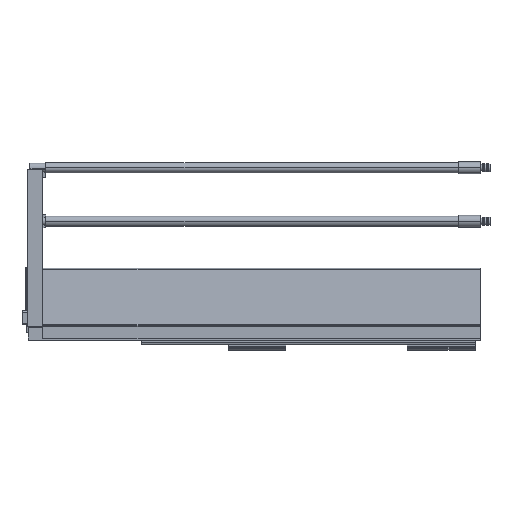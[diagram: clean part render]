
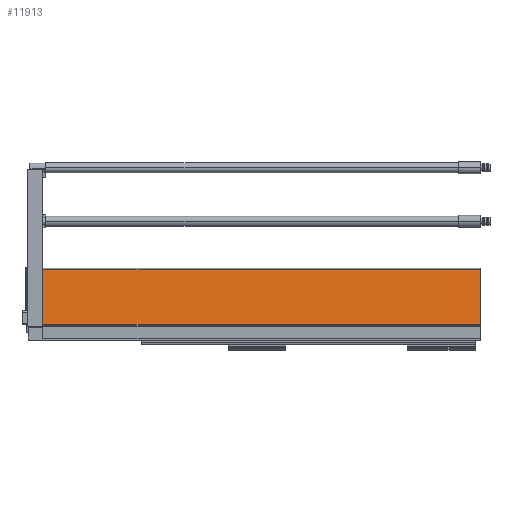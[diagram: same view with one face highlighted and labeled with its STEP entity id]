
A CAD part, top view. The second image highlights one B-rep face of the part: STEP entity #11913.
In plain terms, the highlighted planar face has unit normal (0, 0.139, 0.99).
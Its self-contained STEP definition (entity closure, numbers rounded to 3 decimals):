
#36 = CARTESIAN_POINT ( 'NONE',  ( -523.5, 10.222, 34.135 ) ) ;
#88 = CARTESIAN_POINT ( 'NONE',  ( -543., 75.024, 25.028 ) ) ;
#309 = CARTESIAN_POINT ( 'NONE',  ( 0., 75.024, 25.028 ) ) ;
#568 = VERTEX_POINT ( 'NONE', #4839 ) ;
#1026 = CARTESIAN_POINT ( 'NONE',  ( -523.5, 75.024, 25.028 ) ) ;
#1153 = CARTESIAN_POINT ( 'NONE',  ( -543., 75.024, 25.028 ) ) ;
#1706 = EDGE_LOOP ( 'NONE', ( #10188, #2744, #12271, #10311 ) ) ;
#2744 = ORIENTED_EDGE ( 'NONE', *, *, #2928, .T. ) ;
#2928 = EDGE_CURVE ( 'NONE', #8635, #3750, #8766, .T. ) ;
#3206 = LINE ( 'NONE', #1026, #10178 ) ;
#3750 = VERTEX_POINT ( 'NONE', #5702 ) ;
#3942 = LINE ( 'NONE', #6121, #12593 ) ;
#4365 = DIRECTION ( 'NONE',  ( 0., -0.99, 0.139 ) ) ;
#4412 = EDGE_CURVE ( 'NONE', #8635, #568, #3206, .T. ) ;
#4839 = CARTESIAN_POINT ( 'NONE',  ( -523.5, 75.024, 25.028 ) ) ;
#5438 = LINE ( 'NONE', #1153, #13173 ) ;
#5612 = DIRECTION ( 'NONE',  ( 1., 0., 0. ) ) ;
#5702 = CARTESIAN_POINT ( 'NONE',  ( 0., 10.222, 34.135 ) ) ;
#6121 = CARTESIAN_POINT ( 'NONE',  ( 0., 75.024, 25.028 ) ) ;
#6681 = FACE_OUTER_BOUND ( 'NONE', #1706, .T. ) ;
#7649 = VECTOR ( 'NONE', #5612, 1000. ) ;
#7792 = CARTESIAN_POINT ( 'NONE',  ( 0., 10.222, 34.135 ) ) ;
#8298 = AXIS2_PLACEMENT_3D ( 'NONE', #88, #13043, #4365 ) ;
#8635 = VERTEX_POINT ( 'NONE', #36 ) ;
#8743 = VERTEX_POINT ( 'NONE', #309 ) ;
#8766 = LINE ( 'NONE', #7792, #7649 ) ;
#8856 = EDGE_CURVE ( 'NONE', #8743, #3750, #3942, .T. ) ;
#9132 = DIRECTION ( 'NONE',  ( 0., -0.99, 0.139 ) ) ;
#9713 = DIRECTION ( 'NONE',  ( 1., 0., 0. ) ) ;
#9762 = PLANE ( 'NONE',  #8298 ) ;
#10178 = VECTOR ( 'NONE', #12726, 1000. ) ;
#10188 = ORIENTED_EDGE ( 'NONE', *, *, #4412, .F. ) ;
#10311 = ORIENTED_EDGE ( 'NONE', *, *, #13129, .F. ) ;
#11913 = ADVANCED_FACE ( 'NONE', ( #6681 ), #9762, .T. ) ;
#12271 = ORIENTED_EDGE ( 'NONE', *, *, #8856, .F. ) ;
#12593 = VECTOR ( 'NONE', #9132, 1000. ) ;
#12726 = DIRECTION ( 'NONE',  ( 0., 0.99, -0.139 ) ) ;
#13043 = DIRECTION ( 'NONE',  ( 0., 0.139, 0.99 ) ) ;
#13129 = EDGE_CURVE ( 'NONE', #568, #8743, #5438, .T. ) ;
#13173 = VECTOR ( 'NONE', #9713, 1000. ) ;
